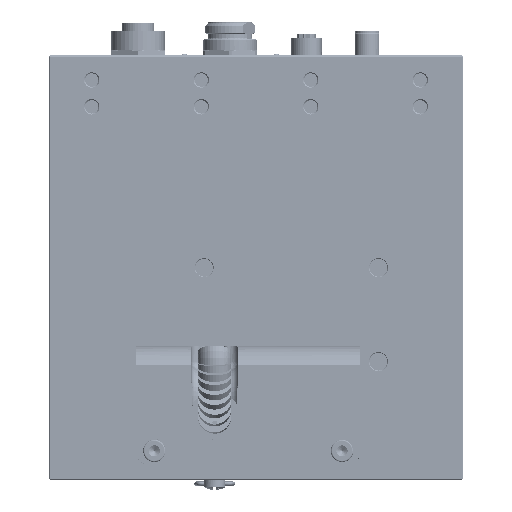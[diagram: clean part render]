
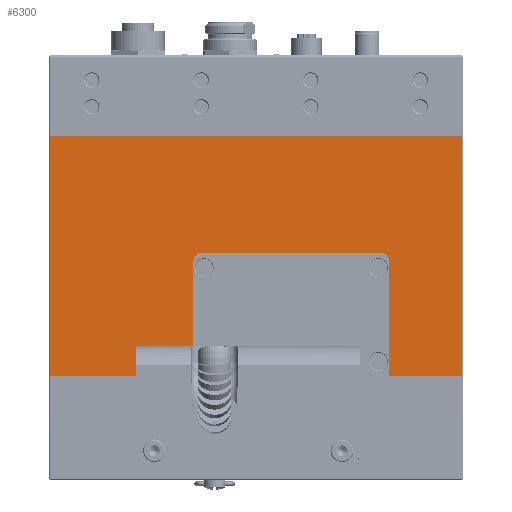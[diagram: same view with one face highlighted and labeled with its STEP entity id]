
A CAD part, top view. The second image highlights one B-rep face of the part: STEP entity #6300.
In plain terms, the highlighted planar face has unit normal (0, 0, 1).
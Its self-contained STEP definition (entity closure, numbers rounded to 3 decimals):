
#6300=ADVANCED_FACE('', (#6310), #6320, .T.);
#168620=AXIS2_PLACEMENT_3D('Ax2Pl3d', #168630, #168640, #168650);
#168660=AXIS2_PLACEMENT_3D('Ax2Pl3d', #168670, #168680, #168690);
#168700=AXIS2_PLACEMENT_3D('Ax2Pl3d', #168710, #168720, #168730);
#873840=CARTESIAN_POINT('', (64.5,46.5,125.));
#873860=CARTESIAN_POINT('', (64.5,98.1,125.));
#873870=CARTESIAN_POINT('', (64.5,46.5,125.));
#873890=CARTESIAN_POINT('', (68.,101.6,125.));
#168630=CARTESIAN_POINT('HicPkt', (68.,98.1,125.));
#168670=CARTESIAN_POINT('HicPkt', (0.,154.,125.));
#873900=CARTESIAN_POINT('', (0.5,154.,125.));
#873910=CARTESIAN_POINT('', (184.5,154.,125.));
#873920=CARTESIAN_POINT('', (0.5,154.,125.));
#873930=CARTESIAN_POINT('', (0.5,46.5,125.));
#873940=CARTESIAN_POINT('', (0.5,46.5,125.));
#873950=CARTESIAN_POINT('', (64.5,46.5,125.));
#873960=CARTESIAN_POINT('', (68.,101.6,125.));
#873970=CARTESIAN_POINT('', (148.596,101.6,125.));
#168710=CARTESIAN_POINT('HicPkt', (148.596,98.1,125.));
#873980=CARTESIAN_POINT('', (152.096,98.1,125.));
#873990=CARTESIAN_POINT('', (152.096,98.1,125.));
#874000=CARTESIAN_POINT('', (152.096,46.5,125.));
#874010=CARTESIAN_POINT('', (184.5,46.5,125.));
#874020=CARTESIAN_POINT('', (184.5,46.5,125.));
#874030=CARTESIAN_POINT('', (184.5,154.,125.));
#1003310=CIRCLE('Circle', #168620, 3.5);
#1003320=CIRCLE('Circle', #168700, 3.5);
#1372470=DIRECTION('', (0.,-1.,0.));
#168640=DIRECTION('Axis', (0.,0.,1.));
#168650=DIRECTION('RefDirection', (1.,0.,-0.));
#168680=DIRECTION('Axis', (0.,0.,1.));
#168690=DIRECTION('RefDirection', (1.,0.,-0.));
#1372490=DIRECTION('', (-1.,0.,0.));
#1372500=DIRECTION('', (0.,-1.,0.));
#1372510=DIRECTION('', (1.,0.,0.));
#1372520=DIRECTION('', (-1.,0.,0.));
#168720=DIRECTION('Axis', (0.,0.,1.));
#168730=DIRECTION('RefDirection', (1.,0.,-0.));
#1372530=DIRECTION('', (0.,1.,0.));
#1372540=DIRECTION('', (1.,0.,0.));
#1372550=DIRECTION('', (0.,1.,0.));
#1426810=EDGE_CURVE('', #1426790, #1426760, #1426820, .T.);
#1426860=EDGE_CURVE('', #1426840, #1426790, #1003310, .T.);
#1426870=EDGE_CURVE('', #1426880, #1426890, #1426900, .T.);
#1426910=EDGE_CURVE('', #1426890, #1426920, #1426930, .T.);
#1426940=EDGE_CURVE('', #1426920, #1426760, #1426950, .T.);
#1426960=EDGE_CURVE('', #1426970, #1426840, #1426980, .T.);
#1426990=EDGE_CURVE('', #1427000, #1426970, #1003320, .T.);
#1427010=EDGE_CURVE('', #1427020, #1427000, #1427030, .T.);
#1427040=EDGE_CURVE('', #1427020, #1427050, #1427060, .T.);
#1427070=EDGE_CURVE('', #1427050, #1426880, #1427080, .T.);
#1673700=EDGE_LOOP('Edge_loop', (#1673710,#1673720,#1673730,#1673740,
#1673750,#1673760,#1673770,#1673780,#1673790,#1673800));
#6310=FACE_OUTER_BOUND('Face_outer_bound', #1673700, .T.);
#1426820=LINE('Line', #873870, #1961380);
#1426900=LINE('Line', #873900, #1961400);
#1426930=LINE('Line', #873930, #1961410);
#1426950=LINE('Line', #873950, #1961420);
#1426980=LINE('Line', #873960, #1961430);
#1427030=LINE('Line', #873990, #1961440);
#1427060=LINE('Line', #874010, #1961450);
#1427080=LINE('Line', #874030, #1961460);
#1673710=ORIENTED_EDGE('', *, *, #1426870, .T.);
#1673720=ORIENTED_EDGE('', *, *, #1426910, .T.);
#1673730=ORIENTED_EDGE('', *, *, #1426940, .T.);
#1673740=ORIENTED_EDGE('', *, *, #1426810, .F.);
#1673750=ORIENTED_EDGE('', *, *, #1426860, .F.);
#1673760=ORIENTED_EDGE('', *, *, #1426960, .F.);
#1673770=ORIENTED_EDGE('', *, *, #1426990, .F.);
#1673780=ORIENTED_EDGE('', *, *, #1427010, .F.);
#1673790=ORIENTED_EDGE('', *, *, #1427040, .T.);
#1673800=ORIENTED_EDGE('', *, *, #1427070, .T.);
#6320=PLANE('Plane', #168660);
#1961380=VECTOR('', #1372470, 51.6);
#1961400=VECTOR('', #1372490, 184.);
#1961410=VECTOR('', #1372500, 107.5);
#1961420=VECTOR('', #1372510, 64.);
#1961430=VECTOR('', #1372520, 80.596);
#1961440=VECTOR('', #1372530, 51.6);
#1961450=VECTOR('', #1372540, 32.404);
#1961460=VECTOR('', #1372550, 107.5);
#1426760=VERTEX_POINT('', #873840);
#1426790=VERTEX_POINT('', #873860);
#1426840=VERTEX_POINT('', #873890);
#1426880=VERTEX_POINT('', #873910);
#1426890=VERTEX_POINT('', #873920);
#1426920=VERTEX_POINT('', #873940);
#1426970=VERTEX_POINT('', #873970);
#1427000=VERTEX_POINT('', #873980);
#1427020=VERTEX_POINT('', #874000);
#1427050=VERTEX_POINT('', #874020);
